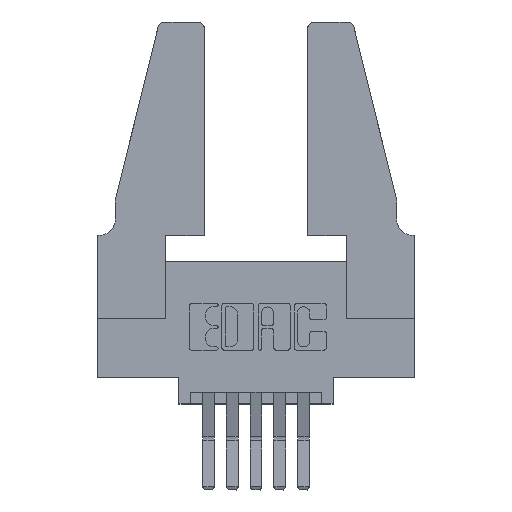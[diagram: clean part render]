
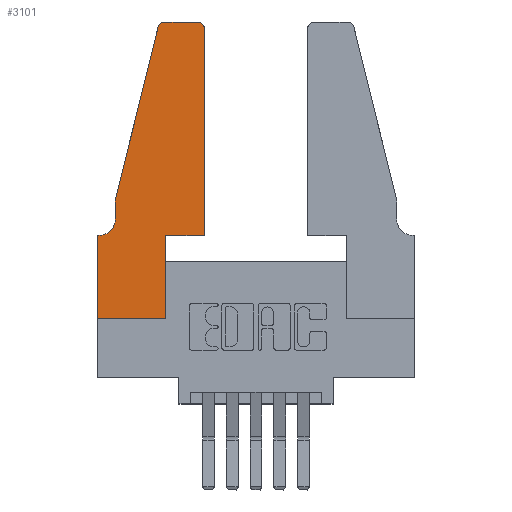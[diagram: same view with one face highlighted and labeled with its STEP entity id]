
A CAD part, top view. The second image highlights one B-rep face of the part: STEP entity #3101.
In plain terms, the highlighted planar face has unit normal (0, 0, 1).
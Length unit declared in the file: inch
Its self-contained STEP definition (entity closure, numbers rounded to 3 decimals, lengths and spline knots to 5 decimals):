
#69 = VERTEX_POINT ( 'NONE', #6976 ) ;
#121 = DIRECTION ( 'NONE',  ( 0., 1., 0. ) ) ;
#329 = CARTESIAN_POINT ( 'NONE',  ( 0.4205, 1.25, 0.37 ) ) ;
#735 = CARTESIAN_POINT ( 'NONE',  ( 0.0755, 0.35, 0.37 ) ) ;
#748 = DIRECTION ( 'NONE',  ( -1., 0., 0. ) ) ;
#799 = ORIENTED_EDGE ( 'NONE', *, *, #3141, .T. ) ;
#825 = VERTEX_POINT ( 'NONE', #2915 ) ;
#883 = ORIENTED_EDGE ( 'NONE', *, *, #5546, .T. ) ;
#925 = CARTESIAN_POINT ( 'NONE',  ( 0., 0., 0.37 ) ) ;
#1032 = VERTEX_POINT ( 'NONE', #6716 ) ;
#1101 = EDGE_CURVE ( 'NONE', #1238, #8063, #9245, .T. ) ;
#1238 = VERTEX_POINT ( 'NONE', #1283 ) ;
#1283 = CARTESIAN_POINT ( 'NONE',  ( 0.4505, 0.35, 0.37 ) ) ;
#1534 = ORIENTED_EDGE ( 'NONE', *, *, #6041, .T. ) ;
#1711 = VECTOR ( 'NONE', #5934, 39.37008 ) ;
#1725 = VECTOR ( 'NONE', #10052, 39.37008 ) ;
#1902 = CIRCLE ( 'NONE', #6730, 0.03 ) ;
#1954 = VERTEX_POINT ( 'NONE', #8314 ) ;
#1995 = ORIENTED_EDGE ( 'NONE', *, *, #9652, .T. ) ;
#2012 = DIRECTION ( 'NONE',  ( 0., 0., 1. ) ) ;
#2278 = LINE ( 'NONE', #9219, #1725 ) ;
#2471 = CARTESIAN_POINT ( 'NONE',  ( 0.0755, 0.5, 0.37 ) ) ;
#2594 = VECTOR ( 'NONE', #121, 39.37008 ) ;
#2651 = ORIENTED_EDGE ( 'NONE', *, *, #10592, .T. ) ;
#2745 = DIRECTION ( 'NONE',  ( 0., -1., 0. ) ) ;
#2775 = EDGE_LOOP ( 'NONE', ( #883, #3840, #2651, #799, #1995, #1534, #9268, #3541, #10363, #10636, #4069, #6367 ) ) ;
#2828 = DIRECTION ( 'NONE',  ( 1., 0., 0. ) ) ;
#2915 = CARTESIAN_POINT ( 'NONE',  ( 0.284, 1.25, 0.37 ) ) ;
#3101 = ADVANCED_FACE ( 'NONE', ( #6174 ), #6983, .T. ) ;
#3141 = EDGE_CURVE ( 'NONE', #1032, #4184, #3321, .T. ) ;
#3300 = LINE ( 'NONE', #8009, #5612 ) ;
#3321 = LINE ( 'NONE', #7665, #7626 ) ;
#3397 = VECTOR ( 'NONE', #8668, 39.37008 ) ;
#3541 = ORIENTED_EDGE ( 'NONE', *, *, #8374, .T. ) ;
#3736 = CARTESIAN_POINT ( 'NONE',  ( 0.2865, 0.35, 0.37 ) ) ;
#3781 = DIRECTION ( 'NONE',  ( 0., 1., 0. ) ) ;
#3840 = ORIENTED_EDGE ( 'NONE', *, *, #8483, .T. ) ;
#3910 = DIRECTION ( 'NONE',  ( 0., 0., 1. ) ) ;
#4069 = ORIENTED_EDGE ( 'NONE', *, *, #1101, .T. ) ;
#4184 = VERTEX_POINT ( 'NONE', #10439 ) ;
#4605 = CARTESIAN_POINT ( 'NONE',  ( 0.0055, 0.42, 0.37 ) ) ;
#4629 = CIRCLE ( 'NONE', #7574, 0.07 ) ;
#5120 = DIRECTION ( 'NONE',  ( 0., 0., 1. ) ) ;
#5197 = CARTESIAN_POINT ( 'NONE',  ( 0.2605, 1.25, 0.37 ) ) ;
#5287 = CARTESIAN_POINT ( 'NONE',  ( 0., 0.35, 0.37 ) ) ;
#5476 = DIRECTION ( 'NONE',  ( -1., 0., 0. ) ) ;
#5546 = EDGE_CURVE ( 'NONE', #6449, #825, #11292, .T. ) ;
#5612 = VECTOR ( 'NONE', #2828, 39.37008 ) ;
#5653 = EDGE_CURVE ( 'NONE', #7769, #9017, #5713, .T. ) ;
#5713 = LINE ( 'NONE', #925, #7989 ) ;
#5775 = CARTESIAN_POINT ( 'NONE',  ( 0.4505, 1.22, 0.37 ) ) ;
#5818 = EDGE_CURVE ( 'NONE', #1954, #1238, #2278, .T. ) ;
#5907 = CARTESIAN_POINT ( 'NONE',  ( 0.25487, 1.22718, 0.37 ) ) ;
#5934 = DIRECTION ( 'NONE',  ( -0.239, -0.971, 0. ) ) ;
#6041 = EDGE_CURVE ( 'NONE', #10906, #7769, #10234, .T. ) ;
#6174 = FACE_OUTER_BOUND ( 'NONE', #2775, .T. ) ;
#6367 = ORIENTED_EDGE ( 'NONE', *, *, #10193, .T. ) ;
#6449 = VERTEX_POINT ( 'NONE', #329 ) ;
#6456 = CARTESIAN_POINT ( 'NONE',  ( 0.0055, 0.35, 0.37 ) ) ;
#6650 = VECTOR ( 'NONE', #3781, 39.37008 ) ;
#6716 = CARTESIAN_POINT ( 'NONE',  ( 0.0755, 0.5, 0.37 ) ) ;
#6730 = AXIS2_PLACEMENT_3D ( 'NONE', #9067, #3910, #9914 ) ;
#6976 = CARTESIAN_POINT ( 'NONE',  ( 0.2865, 0., 0.37 ) ) ;
#6983 = PLANE ( 'NONE',  #7884 ) ;
#7175 = CARTESIAN_POINT ( 'NONE',  ( 0., 0.35, 0.37 ) ) ;
#7183 = CARTESIAN_POINT ( 'NONE',  ( 0., 0., 0.37 ) ) ;
#7228 = CARTESIAN_POINT ( 'NONE',  ( 0.4205, 1.22, 0.37 ) ) ;
#7257 = VERTEX_POINT ( 'NONE', #5907 ) ;
#7574 = AXIS2_PLACEMENT_3D ( 'NONE', #4605, #10590, #5476 ) ;
#7626 = VECTOR ( 'NONE', #7696, 39.37008 ) ;
#7665 = CARTESIAN_POINT ( 'NONE',  ( 0.0755, 0.5, 0.37 ) ) ;
#7696 = DIRECTION ( 'NONE',  ( 0., -1., 0. ) ) ;
#7769 = VERTEX_POINT ( 'NONE', #7175 ) ;
#7884 = AXIS2_PLACEMENT_3D ( 'NONE', #5287, #5120, #10530 ) ;
#7989 = VECTOR ( 'NONE', #2745, 39.37008 ) ;
#8009 = CARTESIAN_POINT ( 'NONE',  ( 0., 0., 0.37 ) ) ;
#8063 = VERTEX_POINT ( 'NONE', #5775 ) ;
#8088 = DIRECTION ( 'NONE',  ( 1., 0., 0. ) ) ;
#8114 = CIRCLE ( 'NONE', #8311, 0.03 ) ;
#8311 = AXIS2_PLACEMENT_3D ( 'NONE', #7228, #2012, #8088 ) ;
#8314 = CARTESIAN_POINT ( 'NONE',  ( 0.2865, 0.35, 0.37 ) ) ;
#8374 = EDGE_CURVE ( 'NONE', #9017, #69, #3300, .T. ) ;
#8483 = EDGE_CURVE ( 'NONE', #825, #7257, #1902, .T. ) ;
#8668 = DIRECTION ( 'NONE',  ( -1., 0., 0. ) ) ;
#8851 = CARTESIAN_POINT ( 'NONE',  ( 0.4505, 0.35, 0.37 ) ) ;
#9017 = VERTEX_POINT ( 'NONE', #7183 ) ;
#9067 = CARTESIAN_POINT ( 'NONE',  ( 0.284, 1.22, 0.37 ) ) ;
#9072 = VECTOR ( 'NONE', #748, 39.37008 ) ;
#9210 = LINE ( 'NONE', #3736, #6650 ) ;
#9219 = CARTESIAN_POINT ( 'NONE',  ( 0.4505, 0.35, 0.37 ) ) ;
#9245 = LINE ( 'NONE', #8851, #2594 ) ;
#9268 = ORIENTED_EDGE ( 'NONE', *, *, #5653, .T. ) ;
#9652 = EDGE_CURVE ( 'NONE', #4184, #10906, #4629, .T. ) ;
#9685 = EDGE_CURVE ( 'NONE', #69, #1954, #9210, .T. ) ;
#9914 = DIRECTION ( 'NONE',  ( 1., 0., 0. ) ) ;
#10052 = DIRECTION ( 'NONE',  ( 1., 0., 0. ) ) ;
#10193 = EDGE_CURVE ( 'NONE', #8063, #6449, #8114, .T. ) ;
#10234 = LINE ( 'NONE', #735, #3397 ) ;
#10363 = ORIENTED_EDGE ( 'NONE', *, *, #9685, .T. ) ;
#10439 = CARTESIAN_POINT ( 'NONE',  ( 0.0755, 0.42, 0.37 ) ) ;
#10530 = DIRECTION ( 'NONE',  ( 1., 0., 0. ) ) ;
#10590 = DIRECTION ( 'NONE',  ( 0., 0., -1. ) ) ;
#10592 = EDGE_CURVE ( 'NONE', #7257, #1032, #10897, .T. ) ;
#10636 = ORIENTED_EDGE ( 'NONE', *, *, #5818, .T. ) ;
#10897 = LINE ( 'NONE', #2471, #1711 ) ;
#10906 = VERTEX_POINT ( 'NONE', #6456 ) ;
#11292 = LINE ( 'NONE', #5197, #9072 ) ;
